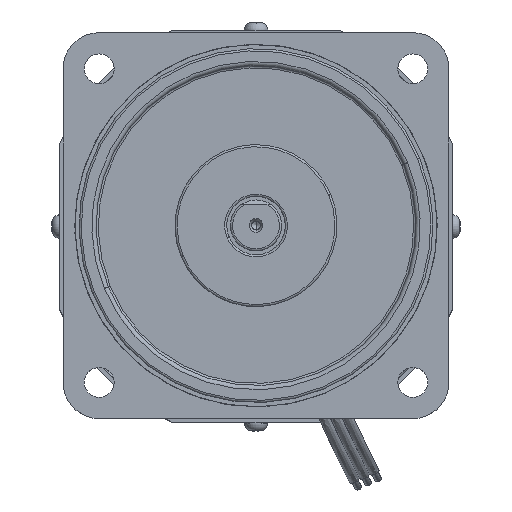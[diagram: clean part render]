
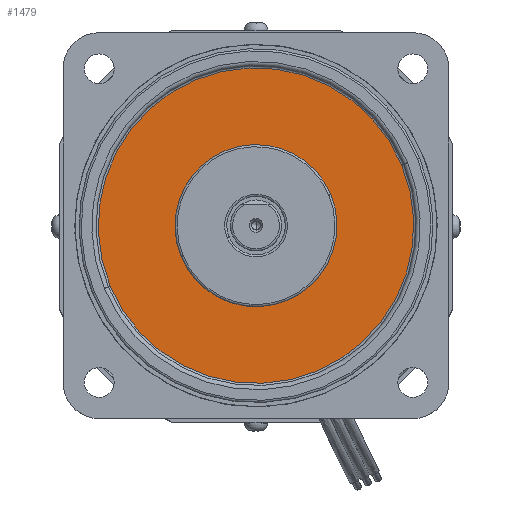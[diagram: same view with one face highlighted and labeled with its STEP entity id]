
A CAD part, top view. The second image highlights one B-rep face of the part: STEP entity #1479.
In plain terms, the highlighted face is planar.
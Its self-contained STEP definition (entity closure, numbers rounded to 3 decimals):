
#1321 = EDGE_CURVE ( 'NONE', #13799, #13801, #10538, .T. ) ;
#1323 = ORIENTED_EDGE ( 'NONE', *, *, #1321, .T. ) ;
#1417 = EDGE_LOOP ( 'NONE', ( #1462, #1323 ) ) ;
#1462 = ORIENTED_EDGE ( 'NONE', *, *, #13806, .T. ) ;
#1479 = ADVANCED_FACE ( 'NONE', ( #10783, #10828 ), #10810, .F. ) ;
#1510 = ORIENTED_EDGE ( 'NONE', *, *, #13997, .T. ) ;
#1549 = ORIENTED_EDGE ( 'NONE', *, *, #14060, .T. ) ;
#4661 = CARTESIAN_POINT ( 'NONE',  ( -37., 0., -20.5 ) ) ;
#4705 = DIRECTION ( 'NONE',  ( 1., 0., 0. ) ) ;
#4706 = DIRECTION ( 'NONE',  ( 0., 0., -1. ) ) ;
#4707 = AXIS2_PLACEMENT_3D ( 'NONE', #4712, #4706, #4705 ) ;
#4708 = CIRCLE ( 'NONE', #4707, 37. ) ;
#4712 = CARTESIAN_POINT ( 'NONE',  ( 0., 0., -20.5 ) ) ;
#4716 = CARTESIAN_POINT ( 'NONE',  ( 37., 0., -20.5 ) ) ;
#5004 = CARTESIAN_POINT ( 'NONE',  ( -19., 0., -20.5 ) ) ;
#5090 = CARTESIAN_POINT ( 'NONE',  ( 19., 0., -20.5 ) ) ;
#5108 = DIRECTION ( 'NONE',  ( 1., 0., 0. ) ) ;
#5109 = DIRECTION ( 'NONE',  ( 0., 0., 1. ) ) ;
#5110 = AXIS2_PLACEMENT_3D ( 'NONE', #5114, #5109, #5108 ) ;
#5111 = CIRCLE ( 'NONE', #5110, 19. ) ;
#5114 = CARTESIAN_POINT ( 'NONE',  ( 0., 0., -20.5 ) ) ;
#5212 = CIRCLE ( 'NONE', #5237, 19. ) ;
#5234 = DIRECTION ( 'NONE',  ( 1., 0., 0. ) ) ;
#5235 = DIRECTION ( 'NONE',  ( 0., 0., 1. ) ) ;
#5236 = CARTESIAN_POINT ( 'NONE',  ( 0., 0., -20.5 ) ) ;
#5237 = AXIS2_PLACEMENT_3D ( 'NONE', #5236, #5235, #5234 ) ;
#10491 = CARTESIAN_POINT ( 'NONE',  ( 0., 0., -20.5 ) ) ;
#10531 = DIRECTION ( 'NONE',  ( 1., 0., 0. ) ) ;
#10538 = CIRCLE ( 'NONE', #10541, 37. ) ;
#10541 = AXIS2_PLACEMENT_3D ( 'NONE', #10491, #10542, #10531 ) ;
#10542 = DIRECTION ( 'NONE',  ( 0., 0., -1. ) ) ;
#10783 = FACE_OUTER_BOUND ( 'NONE', #1417, .T. ) ;
#10810 = PLANE ( 'NONE',  #10829 ) ;
#10822 = DIRECTION ( 'NONE',  ( 1., 0., 0. ) ) ;
#10823 = DIRECTION ( 'NONE',  ( 0., 0., 1. ) ) ;
#10827 = CARTESIAN_POINT ( 'NONE',  ( 0., 37.5, -20.5 ) ) ;
#10828 = FACE_BOUND ( 'NONE', #13912, .T. ) ;
#10829 = AXIS2_PLACEMENT_3D ( 'NONE', #10827, #10823, #10822 ) ;
#13799 = VERTEX_POINT ( 'NONE', #4661 ) ;
#13801 = VERTEX_POINT ( 'NONE', #4716 ) ;
#13806 = EDGE_CURVE ( 'NONE', #13801, #13799, #4708, .T. ) ;
#13912 = EDGE_LOOP ( 'NONE', ( #1510, #1549 ) ) ;
#13917 = VERTEX_POINT ( 'NONE', #5004 ) ;
#13984 = VERTEX_POINT ( 'NONE', #5090 ) ;
#13997 = EDGE_CURVE ( 'NONE', #13984, #13917, #5111, .T. ) ;
#14060 = EDGE_CURVE ( 'NONE', #13917, #13984, #5212, .T. ) ;
